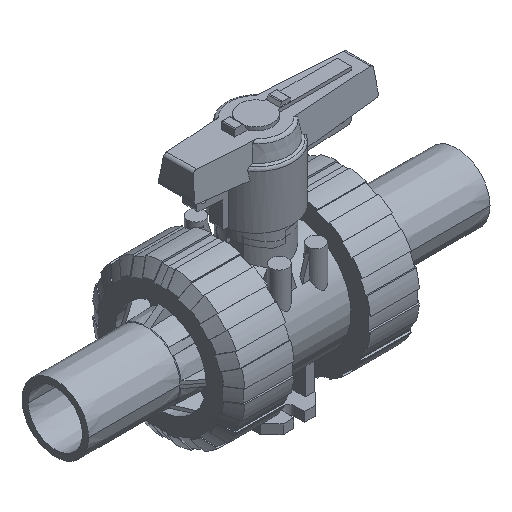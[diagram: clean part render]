
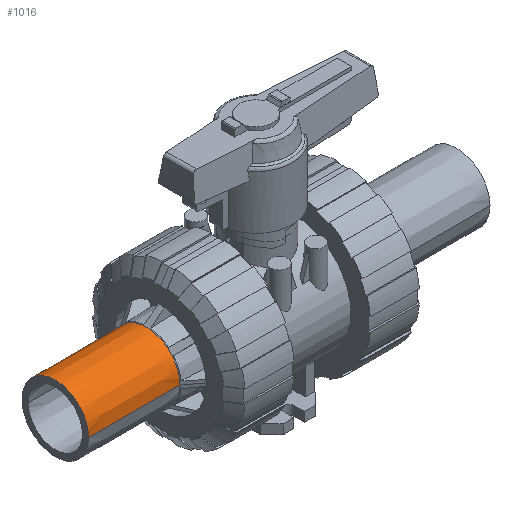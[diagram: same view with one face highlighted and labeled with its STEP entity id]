
A CAD part, isometric view. The second image highlights one B-rep face of the part: STEP entity #1016.
In plain terms, the highlighted conical face has half-angle 0.104 degrees and reference radius 20.102 mm.
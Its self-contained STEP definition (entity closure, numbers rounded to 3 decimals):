
#1016=ADVANCED_FACE('',(#2294),#2295,.T.);
#2294=FACE_OUTER_BOUND('',#3898,.T.);
#2295=CONICAL_SURFACE('',#3899,20.102,0.002);
#3898=EDGE_LOOP('',(#6562,#6563,#6564,#6565));
#3899=AXIS2_PLACEMENT_3D('',#6566,#6567,#6568);
#6562=ORIENTED_EDGE('',*,*,#10686,.T.);
#6563=ORIENTED_EDGE('',*,*,#10687,.F.);
#6564=ORIENTED_EDGE('',*,*,#10688,.F.);
#6565=ORIENTED_EDGE('',*,*,#10689,.T.);
#6566=CARTESIAN_POINT('',(-64.752,0.0,51.0));
#6567=DIRECTION('',(1.0,0.0,0.0));
#6568=DIRECTION('',(0.0,-1.0,0.0));
#10686=EDGE_CURVE('',#13008,#13009,#13010,.T.);
#10687=EDGE_CURVE('',#13011,#13009,#13012,.T.);
#10688=EDGE_CURVE('',#13013,#13011,#13014,.T.);
#10689=EDGE_CURVE('',#13013,#13008,#13015,.T.);
#13008=VERTEX_POINT('',#16948);
#13009=VERTEX_POINT('',#16949);
#13010=CIRCLE('',#16950,20.);
#13011=VERTEX_POINT('',#16951);
#13012=LINE('',#16952,#16953);
#13013=VERTEX_POINT('',#16954);
#13014=CIRCLE('',#16955,20.1);
#13015=LINE('',#16956,#16957);
#16948=CARTESIAN_POINT('',(-120.75,20.,51.0));
#16949=CARTESIAN_POINT('',(-120.75,-20.,51.0));
#16950=AXIS2_PLACEMENT_3D('',#21881,#21882,#21883);
#16951=CARTESIAN_POINT('',(-65.85,-20.1,51.0));
#16952=CARTESIAN_POINT('',(-65.85,-20.1,51.0));
#16953=VECTOR('',#21884,54.9);
#16954=CARTESIAN_POINT('',(-65.85,20.1,51.0));
#16955=AXIS2_PLACEMENT_3D('',#21885,#21886,#21887);
#16956=CARTESIAN_POINT('',(-65.85,20.1,51.0));
#16957=VECTOR('',#21888,54.9);
#21881=CARTESIAN_POINT('',(-120.75,0.0,51.0));
#21882=DIRECTION('',(1.0,0.0,0.0));
#21883=DIRECTION('',(0.0,1.0,0.0));
#21884=DIRECTION('',(-1.,0.002,0.));
#21885=CARTESIAN_POINT('',(-65.85,0.0,51.0));
#21886=DIRECTION('',(1.0,0.0,-0.0));
#21887=DIRECTION('',(0.0,1.0,0.));
#21888=DIRECTION('',(-1.,-0.002,0.));
